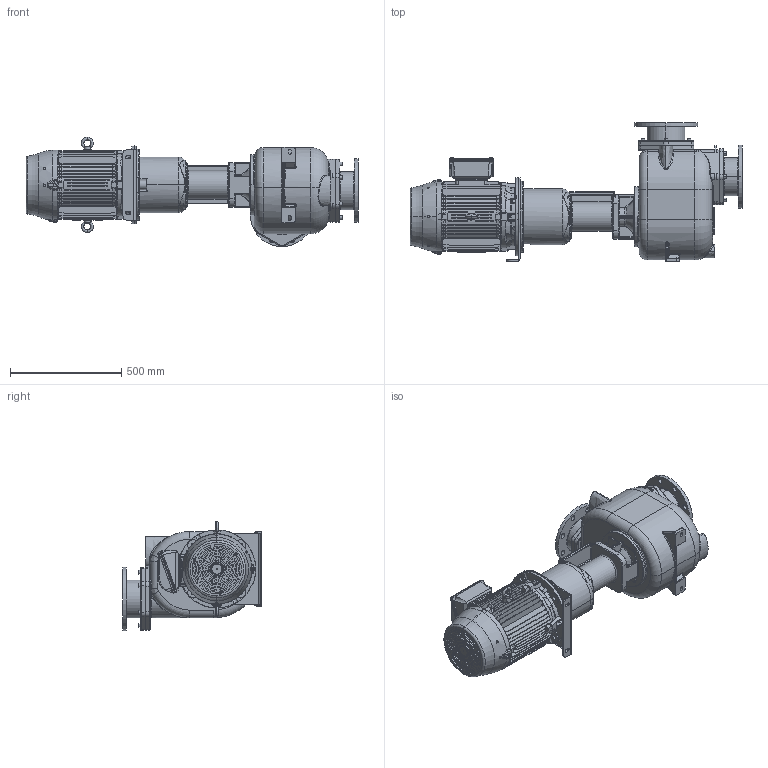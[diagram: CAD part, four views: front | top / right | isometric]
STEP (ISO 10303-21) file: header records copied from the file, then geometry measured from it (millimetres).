
FILE_DESCRIPTION((''),'2;1');
FILE_NAME('S150_BBT_F','2014-04-16T',('Amenduni'),(''),'PRO/ENGINEER BY PARAMETRIC TECHNOLOGY CORPORATION, 2013410','PRO/ENGINEER BY PARAMETRIC TECHNOLOGY CORPORATION, 2013410','');
FILE_SCHEMA(('CONFIG_CONTROL_DESIGN'));
Products named in the file (1): S150_BBT_F
Bounding box: 1491.25 x 623 x 491.33 mm (x, y, z)
Volume: 102042148.5 mm3; surface area: 3698719.8 mm2
Topology: 2 solids, 3 shells, 2912 faces, 7581 edges, 4814 vertices
Faces by surface type: plane 1016, cylinder 935, bspline 383, cone 350, torus 183, sphere 33, extrusion 12
Entity records: 134036 total; most frequent: CARTESIAN_POINT 65568, ORIENTED_EDGE 15106, DIRECTION 13344, EDGE_CURVE 7553, AXIS2_PLACEMENT_3D 5233, VERTEX_POINT 4814, EDGE_LOOP 3159, FACE_OUTER_BOUND 2912
